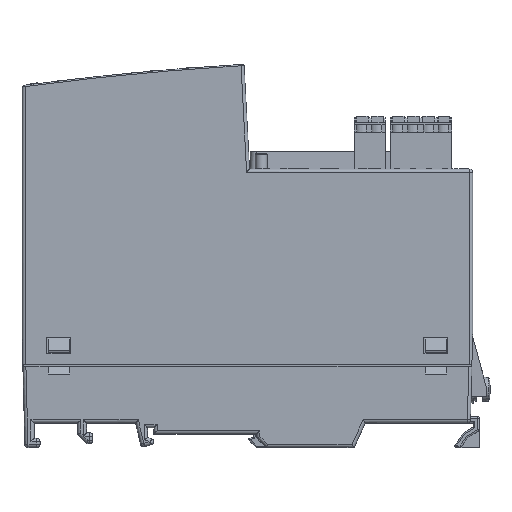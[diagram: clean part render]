
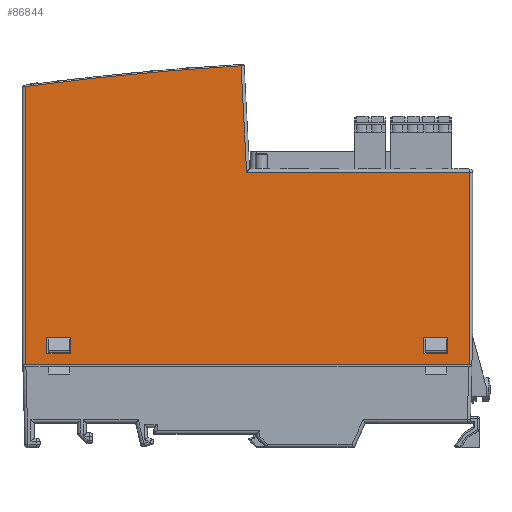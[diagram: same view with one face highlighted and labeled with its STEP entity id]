
A CAD part, left-side view. The second image highlights one B-rep face of the part: STEP entity #86844.
In plain terms, the highlighted planar face has unit normal (-1, 0, 0).
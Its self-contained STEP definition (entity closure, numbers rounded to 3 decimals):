
#782 = FACE_BOUND ( 'NONE', #32929, .T. ) ;
#1815 = CARTESIAN_POINT ( 'NONE',  ( -30., 57.603, -60.295 ) ) ;
#2345 = AXIS2_PLACEMENT_3D ( 'NONE', #46890, #113405, #56428 ) ;
#3497 = VECTOR ( 'NONE', #98050, 1000. ) ;
#4512 = CARTESIAN_POINT ( 'NONE',  ( -30., 65.397, -60.295 ) ) ;
#4957 = EDGE_CURVE ( 'NONE', #111681, #38484, #49999, .T. ) ;
#5613 = CARTESIAN_POINT ( 'NONE',  ( -30., -72.5, 0. ) ) ;
#6611 = VECTOR ( 'NONE', #89361, 1000. ) ;
#7050 = ORIENTED_EDGE ( 'NONE', *, *, #122535, .T. ) ;
#7384 = DIRECTION ( 'NONE',  ( 0., 0.052, 0.999 ) ) ;
#7598 = CARTESIAN_POINT ( 'NONE',  ( -30., -57.603, -60.295 ) ) ;
#7722 = DIRECTION ( 'NONE',  ( 0., 1., 0. ) ) ;
#8519 = ORIENTED_EDGE ( 'NONE', *, *, #91731, .T. ) ;
#12403 = CARTESIAN_POINT ( 'NONE',  ( -30., 65.397, -60.295 ) ) ;
#13456 = PLANE ( 'NONE',  #65334 ) ;
#13942 = VERTEX_POINT ( 'NONE', #12403 ) ;
#14098 = DIRECTION ( 'NONE',  ( 0., 0., 1. ) ) ;
#17856 = CARTESIAN_POINT ( 'NONE',  ( -30., 72.5, 0. ) ) ;
#19280 = ORIENTED_EDGE ( 'NONE', *, *, #4957, .T. ) ;
#19329 = EDGE_CURVE ( 'NONE', #90917, #67111, #67885, .T. ) ;
#19767 = ORIENTED_EDGE ( 'NONE', *, *, #121879, .F. ) ;
#20231 = LINE ( 'NONE', #21782, #93084 ) ;
#20605 = DIRECTION ( 'NONE',  ( 0., 0., -1. ) ) ;
#21382 = LINE ( 'NONE', #80799, #68949 ) ;
#21782 = CARTESIAN_POINT ( 'NONE',  ( -30., 65.398, -54.801 ) ) ;
#23067 = DIRECTION ( 'NONE',  ( -1., 0., 0. ) ) ;
#24746 = DIRECTION ( 'NONE',  ( 0., 0., 1. ) ) ;
#25535 = VERTEX_POINT ( 'NONE', #63518 ) ;
#26025 = ORIENTED_EDGE ( 'NONE', *, *, #122370, .F. ) ;
#26062 = VERTEX_POINT ( 'NONE', #100801 ) ;
#26268 = CARTESIAN_POINT ( 'NONE',  ( -30., -57.602, -54.801 ) ) ;
#27400 = DIRECTION ( 'NONE',  ( 0., 0., -1. ) ) ;
#28377 = VERTEX_POINT ( 'NONE', #47454 ) ;
#28748 = LINE ( 'NONE', #116759, #3497 ) ;
#30802 = EDGE_CURVE ( 'NONE', #13942, #45047, #57189, .T. ) ;
#31278 = DIRECTION ( 'NONE',  ( 0., 0., -1. ) ) ;
#32507 = DIRECTION ( 'NONE',  ( 0., 1., 0. ) ) ;
#32929 = EDGE_LOOP ( 'NONE', ( #119768, #19767, #106889, #104787 ) ) ;
#38484 = VERTEX_POINT ( 'NONE', #75865 ) ;
#38841 = VERTEX_POINT ( 'NONE', #26268 ) ;
#39501 = CARTESIAN_POINT ( 'NONE',  ( -30., 0.238, -1. ) ) ;
#39611 = VECTOR ( 'NONE', #32507, 1000. ) ;
#39918 = ORIENTED_EDGE ( 'NONE', *, *, #66851, .F. ) ;
#41969 = CARTESIAN_POINT ( 'NONE',  ( -30., -65.397, -60.295 ) ) ;
#43348 = ORIENTED_EDGE ( 'NONE', *, *, #108003, .T. ) ;
#43853 = LINE ( 'NONE', #77531, #113729 ) ;
#43980 = VECTOR ( 'NONE', #24746, 1000. ) ;
#45047 = VERTEX_POINT ( 'NONE', #1815 ) ;
#46890 = CARTESIAN_POINT ( 'NONE',  ( -30., -58.5, -964.049 ) ) ;
#47454 = CARTESIAN_POINT ( 'NONE',  ( -30., 72.5, 26.93 ) ) ;
#47978 = ORIENTED_EDGE ( 'NONE', *, *, #65583, .F. ) ;
#48425 = VECTOR ( 'NONE', #14098, 1000. ) ;
#49347 = CARTESIAN_POINT ( 'NONE',  ( -30., 72.5, -63.849 ) ) ;
#49999 = LINE ( 'NONE', #121317, #75320 ) ;
#53547 = EDGE_CURVE ( 'NONE', #104125, #111681, #89360, .T. ) ;
#54771 = ORIENTED_EDGE ( 'NONE', *, *, #19329, .F. ) ;
#55288 = EDGE_LOOP ( 'NONE', ( #47978, #26025, #39918, #57706 ) ) ;
#56428 = DIRECTION ( 'NONE',  ( 0., -1., 0. ) ) ;
#57189 = LINE ( 'NONE', #4512, #6611 ) ;
#57706 = ORIENTED_EDGE ( 'NONE', *, *, #111173, .F. ) ;
#59208 = EDGE_CURVE ( 'NONE', #45047, #82091, #28748, .T. ) ;
#59397 = CARTESIAN_POINT ( 'NONE',  ( -30., -72.5, -63.849 ) ) ;
#60772 = CARTESIAN_POINT ( 'NONE',  ( -30., 0., -63.849 ) ) ;
#60868 = CARTESIAN_POINT ( 'NONE',  ( -30., 0., 0. ) ) ;
#61691 = EDGE_CURVE ( 'NONE', #26062, #13942, #20231, .T. ) ;
#62054 = LINE ( 'NONE', #71237, #112613 ) ;
#63518 = CARTESIAN_POINT ( 'NONE',  ( -30., -65.397, -60.295 ) ) ;
#64080 = CARTESIAN_POINT ( 'NONE',  ( -30., -72.5, -1. ) ) ;
#65334 = AXIS2_PLACEMENT_3D ( 'NONE', #60868, #23067, #89597 ) ;
#65583 = EDGE_CURVE ( 'NONE', #80422, #38841, #21382, .T. ) ;
#66851 = EDGE_CURVE ( 'NONE', #105213, #25535, #117782, .T. ) ;
#67111 = VERTEX_POINT ( 'NONE', #49347 ) ;
#67885 = LINE ( 'NONE', #60772, #39611 ) ;
#68949 = VECTOR ( 'NONE', #71281, 1000. ) ;
#69252 = LINE ( 'NONE', #5613, #43980 ) ;
#71237 = CARTESIAN_POINT ( 'NONE',  ( -30., 57.602, -54.801 ) ) ;
#71281 = DIRECTION ( 'NONE',  ( 0., 1., 0. ) ) ;
#75320 = VECTOR ( 'NONE', #7384, 1000. ) ;
#75865 = CARTESIAN_POINT ( 'NONE',  ( -30., 2.057, 33.715 ) ) ;
#76670 = FACE_BOUND ( 'NONE', #55288, .T. ) ;
#77531 = CARTESIAN_POINT ( 'NONE',  ( -30., -57.602, -54.801 ) ) ;
#79926 = DIRECTION ( 'NONE',  ( 0., 1., 0. ) ) ;
#80422 = VERTEX_POINT ( 'NONE', #99667 ) ;
#80799 = CARTESIAN_POINT ( 'NONE',  ( -30., -65.398, -54.801 ) ) ;
#81312 = EDGE_LOOP ( 'NONE', ( #19280, #7050, #43348, #54771, #8519, #102198 ) ) ;
#82091 = VERTEX_POINT ( 'NONE', #122149 ) ;
#82620 = FACE_OUTER_BOUND ( 'NONE', #81312, .T. ) ;
#82713 = CARTESIAN_POINT ( 'NONE',  ( -30., -57.603, -60.295 ) ) ;
#83519 = CIRCLE ( 'NONE', #2345, 999.6 ) ;
#86844 = ADVANCED_FACE ( 'NONE', ( #782, #76670, #82620 ), #13456, .T. ) ;
#89360 = LINE ( 'NONE', #112120, #111621 ) ;
#89361 = DIRECTION ( 'NONE',  ( 0., -1., 0. ) ) ;
#89597 = DIRECTION ( 'NONE',  ( 0., -1., 0. ) ) ;
#90917 = VERTEX_POINT ( 'NONE', #59397 ) ;
#91731 = EDGE_CURVE ( 'NONE', #90917, #104125, #69252, .T. ) ;
#92301 = DIRECTION ( 'NONE',  ( 0., -1., 0. ) ) ;
#92501 = VECTOR ( 'NONE', #92301, 1000. ) ;
#93084 = VECTOR ( 'NONE', #31278, 1000. ) ;
#98050 = DIRECTION ( 'NONE',  ( 0., 0., 1. ) ) ;
#99050 = LINE ( 'NONE', #41969, #48425 ) ;
#99667 = CARTESIAN_POINT ( 'NONE',  ( -30., -65.398, -54.801 ) ) ;
#100801 = CARTESIAN_POINT ( 'NONE',  ( -30., 65.398, -54.801 ) ) ;
#102198 = ORIENTED_EDGE ( 'NONE', *, *, #53547, .T. ) ;
#104125 = VERTEX_POINT ( 'NONE', #64080 ) ;
#104787 = ORIENTED_EDGE ( 'NONE', *, *, #30802, .F. ) ;
#105213 = VERTEX_POINT ( 'NONE', #7598 ) ;
#106889 = ORIENTED_EDGE ( 'NONE', *, *, #59208, .F. ) ;
#108003 = EDGE_CURVE ( 'NONE', #28377, #67111, #116916, .T. ) ;
#111173 = EDGE_CURVE ( 'NONE', #38841, #105213, #43853, .T. ) ;
#111621 = VECTOR ( 'NONE', #7722, 1000. ) ;
#111681 = VERTEX_POINT ( 'NONE', #39501 ) ;
#112120 = CARTESIAN_POINT ( 'NONE',  ( -30., 0., -1. ) ) ;
#112613 = VECTOR ( 'NONE', #79926, 1000. ) ;
#113405 = DIRECTION ( 'NONE',  ( -1., 0., 0. ) ) ;
#113729 = VECTOR ( 'NONE', #20605, 1000. ) ;
#113908 = VECTOR ( 'NONE', #27400, 1000. ) ;
#116759 = CARTESIAN_POINT ( 'NONE',  ( -30., 57.603, -60.295 ) ) ;
#116916 = LINE ( 'NONE', #17856, #113908 ) ;
#117782 = LINE ( 'NONE', #82713, #92501 ) ;
#119768 = ORIENTED_EDGE ( 'NONE', *, *, #61691, .F. ) ;
#121317 = CARTESIAN_POINT ( 'NONE',  ( -30., 0.29, -0.015 ) ) ;
#121879 = EDGE_CURVE ( 'NONE', #82091, #26062, #62054, .T. ) ;
#122149 = CARTESIAN_POINT ( 'NONE',  ( -30., 57.602, -54.801 ) ) ;
#122370 = EDGE_CURVE ( 'NONE', #25535, #80422, #99050, .T. ) ;
#122535 = EDGE_CURVE ( 'NONE', #38484, #28377, #83519, .T. ) ;
